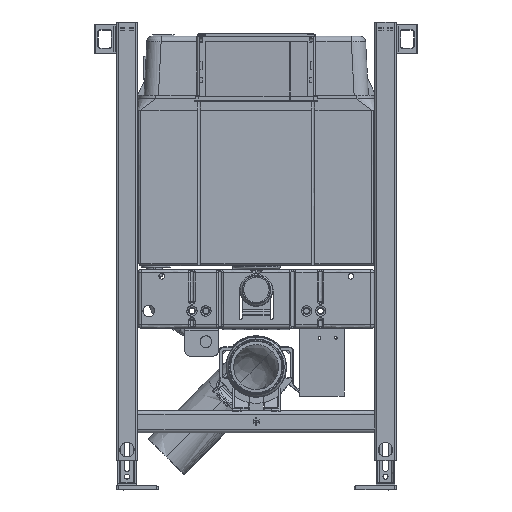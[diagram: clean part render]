
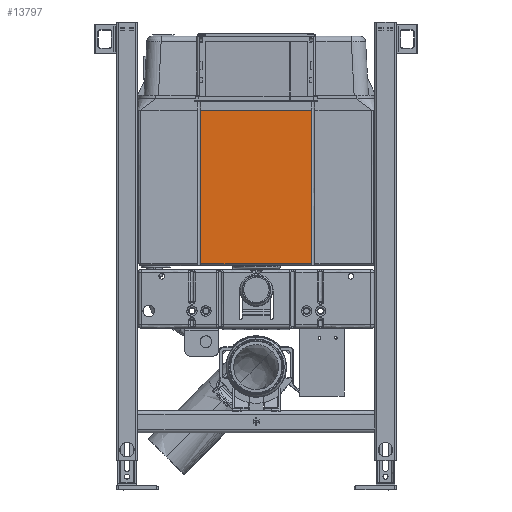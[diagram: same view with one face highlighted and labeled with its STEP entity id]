
A CAD part, front view. The second image highlights one B-rep face of the part: STEP entity #13797.
In plain terms, the highlighted planar face has unit normal (0, -1, 0.002).
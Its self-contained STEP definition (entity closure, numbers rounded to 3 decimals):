
#10026=PLANE('',#111600);
#13797=ADVANCED_FACE('',(#20653),#10026,.T.);
#20653=FACE_OUTER_BOUND('',#27537,.T.);
#27537=EDGE_LOOP('',(#35651,#35652,#35653,#35654));
#35651=ORIENTED_EDGE('',*,*,#71013,.T.);
#35652=ORIENTED_EDGE('',*,*,#71014,.T.);
#35653=ORIENTED_EDGE('',*,*,#71015,.T.);
#35654=ORIENTED_EDGE('',*,*,#71016,.T.);
#71013=EDGE_CURVE('',#100423,#100424,#88788,.T.);
#71014=EDGE_CURVE('',#100424,#100425,#88789,.T.);
#71015=EDGE_CURVE('',#100425,#100426,#88790,.T.);
#71016=EDGE_CURVE('',#100426,#100423,#88791,.T.);
#88788=B_SPLINE_CURVE_WITH_KNOTS('',3,(#125282,#125283,#125284,#125285,
#125286,#125287),.UNSPECIFIED.,.F.,.F.,(4,1,1,4),(0.,0.333,0.667,
1.),.UNSPECIFIED.);
#88789=B_SPLINE_CURVE_WITH_KNOTS('',1,(#125288,#125289),.UNSPECIFIED.,.F.,
 .F.,(2,2),(0.,198.2),.UNSPECIFIED.);
#88790=B_SPLINE_CURVE_WITH_KNOTS('',3,(#125290,#125291,#125292,#125293,
#125294,#125295),.UNSPECIFIED.,.F.,.F.,(4,1,1,4),(0.,0.333,0.667,
1.),.UNSPECIFIED.);
#88791=B_SPLINE_CURVE_WITH_KNOTS('',1,(#125296,#125297),.UNSPECIFIED.,.F.,
 .F.,(2,2),(-198.287,0.),.UNSPECIFIED.);
#100423=VERTEX_POINT('',#125162);
#100424=VERTEX_POINT('',#125163);
#100425=VERTEX_POINT('',#125164);
#100426=VERTEX_POINT('',#125165);
#111600=AXIS2_PLACEMENT_3D('',#123785,#115227,$);
#115227=DIRECTION('',(0.,-1.,0.002));
#123785=CARTESIAN_POINT('',(-119.098,-13.275,706.737));
#125162=CARTESIAN_POINT('',(-99.15,-13.325,679.125));
#125163=CARTESIAN_POINT('',(-99.106,-13.824,404.201));
#125164=CARTESIAN_POINT('',(99.094,-13.824,404.201));
#125165=CARTESIAN_POINT('',(99.137,-13.325,679.125));
#125282=CARTESIAN_POINT('',(-99.15,-13.325,679.125));
#125283=CARTESIAN_POINT('',(-99.14,-13.38,648.824));
#125284=CARTESIAN_POINT('',(-99.124,-13.49,588.058));
#125285=CARTESIAN_POINT('',(-99.11,-13.657,496.416));
#125286=CARTESIAN_POINT('',(-99.106,-13.768,434.994));
#125287=CARTESIAN_POINT('',(-99.106,-13.824,404.201));
#125288=CARTESIAN_POINT('',(-99.106,-13.824,404.201));
#125289=CARTESIAN_POINT('',(99.094,-13.824,404.201));
#125290=CARTESIAN_POINT('',(99.094,-13.824,404.201));
#125291=CARTESIAN_POINT('',(99.094,-13.768,434.994));
#125292=CARTESIAN_POINT('',(99.097,-13.657,496.416));
#125293=CARTESIAN_POINT('',(99.111,-13.49,588.058));
#125294=CARTESIAN_POINT('',(99.127,-13.38,648.824));
#125295=CARTESIAN_POINT('',(99.137,-13.325,679.125));
#125296=CARTESIAN_POINT('',(99.137,-13.325,679.125));
#125297=CARTESIAN_POINT('',(-99.15,-13.325,679.125));
